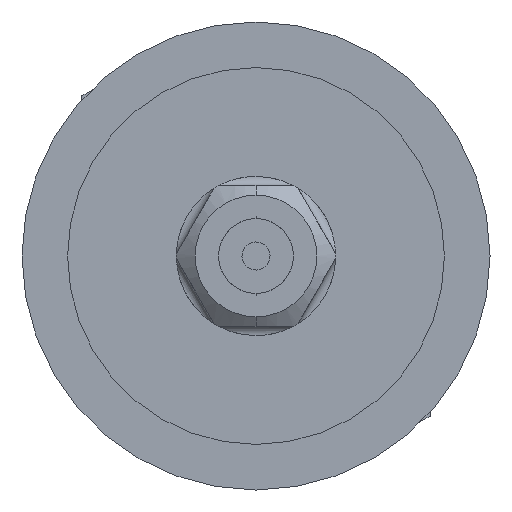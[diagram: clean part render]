
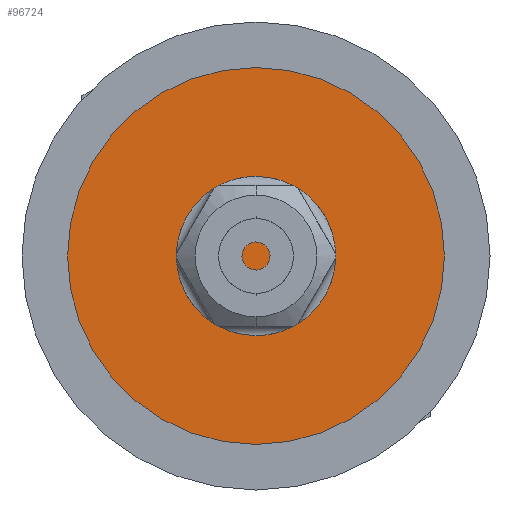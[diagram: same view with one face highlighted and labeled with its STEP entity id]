
A CAD part, front view. The second image highlights one B-rep face of the part: STEP entity #96724.
In plain terms, the highlighted face is planar.
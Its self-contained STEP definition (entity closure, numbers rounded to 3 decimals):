
#5577 = FACE_OUTER_BOUND ( 'NONE', #21328, .T. ) ;
#6867 = ORIENTED_EDGE ( 'NONE', *, *, #36989, .F. ) ;
#7064 = CARTESIAN_POINT ( 'NONE',  ( 0., 0., 16.5 ) ) ;
#7230 = ORIENTED_EDGE ( 'NONE', *, *, #51653, .F. ) ;
#9813 = AXIS2_PLACEMENT_3D ( 'NONE', #7064, #62235, #71246 ) ;
#12865 = VERTEX_POINT ( 'NONE', #28060 ) ;
#20861 = CIRCLE ( 'NONE', #79902, 40.25 ) ;
#21328 = EDGE_LOOP ( 'NONE', ( #6867, #7230 ) ) ;
#28060 = CARTESIAN_POINT ( 'NONE',  ( 40.25, 0., 16.5 ) ) ;
#34662 = CARTESIAN_POINT ( 'NONE',  ( 0., 0., 16.5 ) ) ;
#36989 = EDGE_CURVE ( 'NONE', #53019, #12865, #20861, .T. ) ;
#42547 = DIRECTION ( 'NONE',  ( -1., 0., 0. ) ) ;
#47002 = DIRECTION ( 'NONE',  ( 0., 0., 1. ) ) ;
#51653 = EDGE_CURVE ( 'NONE', #12865, #53019, #53506, .T. ) ;
#53019 = VERTEX_POINT ( 'NONE', #89935 ) ;
#53506 = CIRCLE ( 'NONE', #9813, 40.25 ) ;
#62235 = DIRECTION ( 'NONE',  ( 0., 0., -1. ) ) ;
#62540 = DIRECTION ( 'NONE',  ( 1., 0., 0. ) ) ;
#70936 = AXIS2_PLACEMENT_3D ( 'NONE', #78095, #47002, #62540 ) ;
#71246 = DIRECTION ( 'NONE',  ( -1., 0., 0. ) ) ;
#78095 = CARTESIAN_POINT ( 'NONE',  ( 0., 0., 16.5 ) ) ;
#79902 = AXIS2_PLACEMENT_3D ( 'NONE', #34662, #89890, #42547 ) ;
#89890 = DIRECTION ( 'NONE',  ( 0., 0., -1. ) ) ;
#89935 = CARTESIAN_POINT ( 'NONE',  ( -40.25, 0., 16.5 ) ) ;
#94334 = PLANE ( 'NONE',  #70936 ) ;
#96724 = ADVANCED_FACE ( 'N', ( #5577 ), #94334, .T. ) ;
